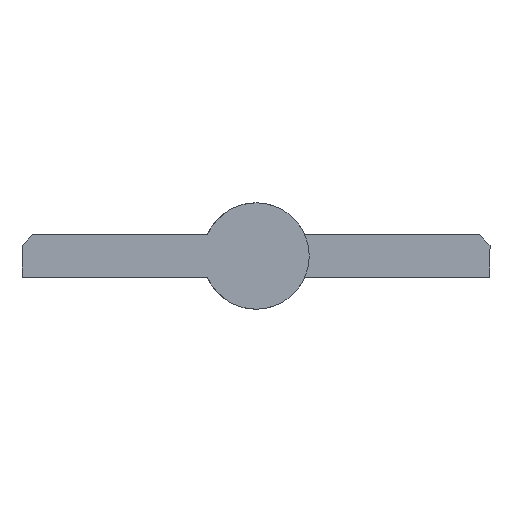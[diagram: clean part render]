
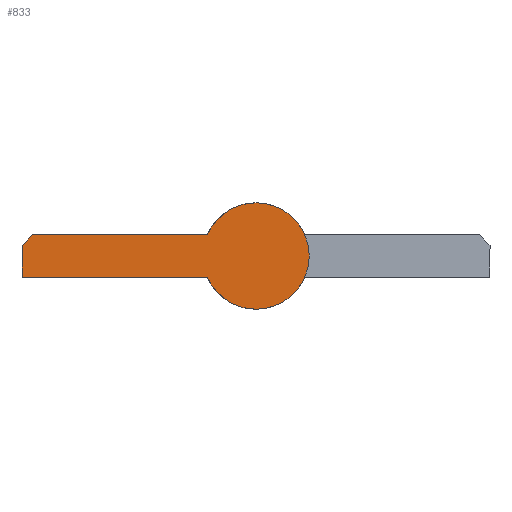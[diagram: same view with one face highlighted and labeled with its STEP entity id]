
A CAD part, front view. The second image highlights one B-rep face of the part: STEP entity #833.
In plain terms, the highlighted planar face has unit normal (0, -1, 0).
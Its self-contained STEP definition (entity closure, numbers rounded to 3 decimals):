
#4 = LINE ( 'NONE', #1111, #884 ) ;
#9 = ORIENTED_EDGE ( 'NONE', *, *, #497, .F. ) ;
#31 = EDGE_CURVE ( 'NONE', #293, #1269, #4, .T. ) ;
#36 = DIRECTION ( 'NONE',  ( -1., 0., 0. ) ) ;
#70 = DIRECTION ( 'NONE',  ( 0., 0., 1. ) ) ;
#85 = CARTESIAN_POINT ( 'NONE',  ( 0., -25., 0. ) ) ;
#113 = EDGE_CURVE ( 'NONE', #492, #717, #1040, .T. ) ;
#115 = LINE ( 'NONE', #945, #1150 ) ;
#118 = ORIENTED_EDGE ( 'NONE', *, *, #917, .F. ) ;
#131 = CARTESIAN_POINT ( 'NONE',  ( 0., -25., 5. ) ) ;
#132 = DIRECTION ( 'NONE',  ( 1., 0., 0. ) ) ;
#150 = DIRECTION ( 'NONE',  ( 0., 1., 0. ) ) ;
#206 = DIRECTION ( 'NONE',  ( 0.707, 0., 0.707 ) ) ;
#218 = EDGE_CURVE ( 'NONE', #1176, #1276, #585, .T. ) ;
#220 = FACE_OUTER_BOUND ( 'NONE', #778, .T. ) ;
#224 = AXIS2_PLACEMENT_3D ( 'NONE', #85, #488, #894 ) ;
#245 = CIRCLE ( 'NONE', #224, 5. ) ;
#251 = AXIS2_PLACEMENT_3D ( 'NONE', #720, #446, #635 ) ;
#290 = DIRECTION ( 'NONE',  ( 0., 0., 1. ) ) ;
#293 = VERTEX_POINT ( 'NONE', #879 ) ;
#297 = CARTESIAN_POINT ( 'NONE',  ( -4.583, -25., -2. ) ) ;
#325 = EDGE_CURVE ( 'NONE', #1269, #492, #363, .T. ) ;
#342 = PLANE ( 'NONE',  #251 ) ;
#363 = LINE ( 'NONE', #1108, #905 ) ;
#366 = EDGE_CURVE ( 'NONE', #717, #1176, #245, .T. ) ;
#398 = VECTOR ( 'NONE', #132, 1000. ) ;
#426 = DIRECTION ( 'NONE',  ( 0., 0., 1. ) ) ;
#446 = DIRECTION ( 'NONE',  ( 0., 1., 0. ) ) ;
#488 = DIRECTION ( 'NONE',  ( 0., 1., 0. ) ) ;
#492 = VERTEX_POINT ( 'NONE', #1215 ) ;
#497 = EDGE_CURVE ( 'NONE', #1276, #1046, #505, .T. ) ;
#505 = CIRCLE ( 'NONE', #928, 5. ) ;
#553 = CARTESIAN_POINT ( 'NONE',  ( -22., -25., 1. ) ) ;
#585 = CIRCLE ( 'NONE', #820, 5. ) ;
#623 = ORIENTED_EDGE ( 'NONE', *, *, #31, .F. ) ;
#635 = DIRECTION ( 'NONE',  ( 0., 0., 1. ) ) ;
#688 = CARTESIAN_POINT ( 'NONE',  ( 0., -25., 0. ) ) ;
#717 = VERTEX_POINT ( 'NONE', #972 ) ;
#720 = CARTESIAN_POINT ( 'NONE',  ( 0., -25., 0. ) ) ;
#747 = CARTESIAN_POINT ( 'NONE',  ( -21., -25., 2. ) ) ;
#778 = EDGE_LOOP ( 'NONE', ( #1094, #870, #986, #623, #118, #9, #787 ) ) ;
#787 = ORIENTED_EDGE ( 'NONE', *, *, #218, .F. ) ;
#820 = AXIS2_PLACEMENT_3D ( 'NONE', #688, #150, #70 ) ;
#833 = ADVANCED_FACE ( 'NONE', ( #220 ), #342, .F. ) ;
#870 = ORIENTED_EDGE ( 'NONE', *, *, #113, .F. ) ;
#879 = CARTESIAN_POINT ( 'NONE',  ( -22., -25., -2. ) ) ;
#884 = VECTOR ( 'NONE', #290, 1000. ) ;
#894 = DIRECTION ( 'NONE',  ( 0., 0., 1. ) ) ;
#905 = VECTOR ( 'NONE', #206, 1000. ) ;
#917 = EDGE_CURVE ( 'NONE', #1046, #293, #115, .T. ) ;
#923 = CARTESIAN_POINT ( 'NONE',  ( 0., -25., 0. ) ) ;
#928 = AXIS2_PLACEMENT_3D ( 'NONE', #923, #1221, #426 ) ;
#945 = CARTESIAN_POINT ( 'NONE',  ( -4.583, -25., -2. ) ) ;
#972 = CARTESIAN_POINT ( 'NONE',  ( -4.583, -25., 2. ) ) ;
#986 = ORIENTED_EDGE ( 'NONE', *, *, #325, .F. ) ;
#1040 = LINE ( 'NONE', #747, #398 ) ;
#1046 = VERTEX_POINT ( 'NONE', #297 ) ;
#1094 = ORIENTED_EDGE ( 'NONE', *, *, #366, .F. ) ;
#1108 = CARTESIAN_POINT ( 'NONE',  ( -22., -25., 1. ) ) ;
#1111 = CARTESIAN_POINT ( 'NONE',  ( -22., -25., -2. ) ) ;
#1150 = VECTOR ( 'NONE', #36, 1000. ) ;
#1153 = CARTESIAN_POINT ( 'NONE',  ( 0., -25., -5. ) ) ;
#1176 = VERTEX_POINT ( 'NONE', #131 ) ;
#1215 = CARTESIAN_POINT ( 'NONE',  ( -21., -25., 2. ) ) ;
#1221 = DIRECTION ( 'NONE',  ( 0., 1., 0. ) ) ;
#1269 = VERTEX_POINT ( 'NONE', #553 ) ;
#1276 = VERTEX_POINT ( 'NONE', #1153 ) ;
